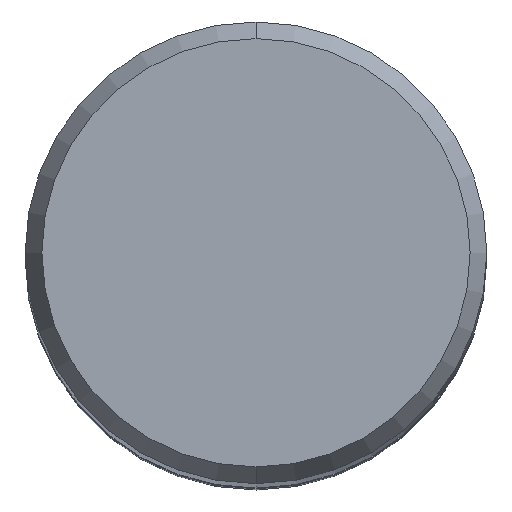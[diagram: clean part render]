
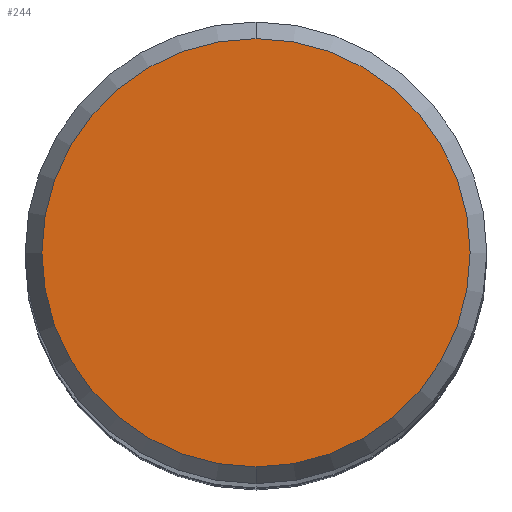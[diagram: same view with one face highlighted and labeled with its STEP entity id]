
A CAD part, top view. The second image highlights one B-rep face of the part: STEP entity #244.
In plain terms, the highlighted planar face has unit normal (0, 0, 1).
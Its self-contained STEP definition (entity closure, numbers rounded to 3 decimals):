
#236=EDGE_CURVE('',#300,#426,#572,.T.);
#244=ADVANCED_FACE('',(#580),#581,.T.);
#258=EDGE_CURVE('',#426,#300,#595,.T.);
#300=VERTEX_POINT('',#642);
#426=VERTEX_POINT('',#785);
#572=CIRCLE('',#1017,5.892);
#580=FACE_OUTER_BOUND('',#1027,.T.);
#581=PLANE('',#1028);
#595=CIRCLE('',#1047,5.892);
#642=CARTESIAN_POINT('',(0.0,5.892,0.0));
#785=CARTESIAN_POINT('',(0.,-5.892,0.0));
#1017=AXIS2_PLACEMENT_3D('',#1661,#1662,#1663);
#1027=EDGE_LOOP('',(#1671,#1672));
#1028=AXIS2_PLACEMENT_3D('',#1673,#1674,#1675);
#1047=AXIS2_PLACEMENT_3D('',#1683,#1684,#1685);
#1661=CARTESIAN_POINT('',(0.0,0.0,0.0));
#1662=DIRECTION('',(0.0,0.0,-1.0));
#1663=DIRECTION('',(0.0,1.0,0.0));
#1671=ORIENTED_EDGE('',*,*,#236,.F.);
#1672=ORIENTED_EDGE('',*,*,#258,.F.);
#1673=CARTESIAN_POINT('',(0.0,2.946,0.0));
#1674=DIRECTION('',(-0.0,0.0,1.0));
#1675=DIRECTION('',(0.0,-1.0,0.0));
#1683=CARTESIAN_POINT('',(0.0,0.0,0.0));
#1684=DIRECTION('',(0.0,0.0,-1.0));
#1685=DIRECTION('',(0.0,1.0,0.0));
